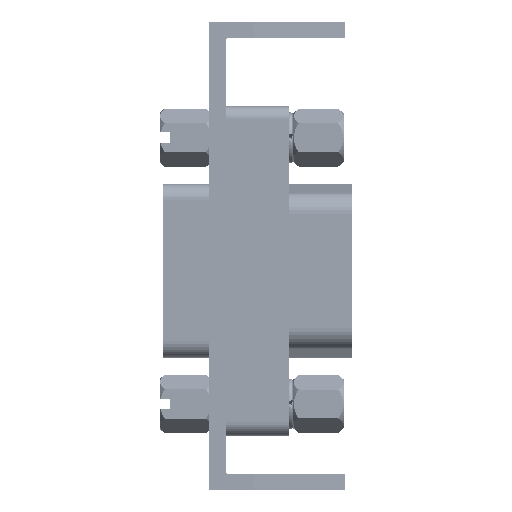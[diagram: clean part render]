
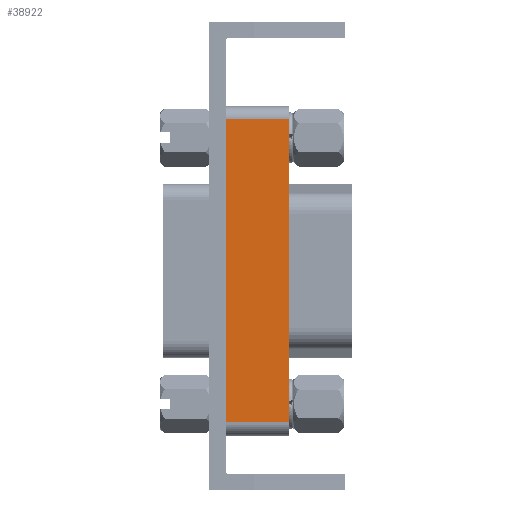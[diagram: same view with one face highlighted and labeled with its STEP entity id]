
A CAD part, left-side view. The second image highlights one B-rep face of the part: STEP entity #38922.
In plain terms, the highlighted face is planar.
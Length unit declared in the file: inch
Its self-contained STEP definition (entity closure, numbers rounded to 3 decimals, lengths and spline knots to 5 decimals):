
#1491 = CARTESIAN_POINT ( 'NONE',  ( -0.56024, -0.11811, 0.24606 ) ) ;
#1634 = CARTESIAN_POINT ( 'NONE',  ( -0.56024, 0.11811, 0.24606 ) ) ;
#2629 = ORIENTED_EDGE ( 'NONE', *, *, #20628, .T. ) ;
#3403 = DIRECTION ( 'NONE',  ( 1., 0., 0. ) ) ;
#3439 = VECTOR ( 'NONE', #65485, 39.37008 ) ;
#3559 = ORIENTED_EDGE ( 'NONE', *, *, #45857, .T. ) ;
#8827 = AXIS2_PLACEMENT_3D ( 'NONE', #19940, #62744, #30665 ) ;
#9996 = ORIENTED_EDGE ( 'NONE', *, *, #65021, .T. ) ;
#10518 = LINE ( 'NONE', #60641, #37256 ) ;
#13429 = EDGE_CURVE ( 'NONE', #69034, #49892, #40611, .T. ) ;
#13820 = VECTOR ( 'NONE', #46392, 39.37008 ) ;
#14601 = PLANE ( 'NONE',  #8827 ) ;
#19940 = CARTESIAN_POINT ( 'NONE',  ( -0.61024, 0.11811, 0.24606 ) ) ;
#20529 = CARTESIAN_POINT ( 'NONE',  ( -0.61024, 0.11811, 0.24606 ) ) ;
#20628 = EDGE_CURVE ( 'NONE', #24963, #49892, #10518, .T. ) ;
#22626 = CARTESIAN_POINT ( 'NONE',  ( -0.56024, 0.11811, 0.24606 ) ) ;
#24141 = FACE_OUTER_BOUND ( 'NONE', #61816, .T. ) ;
#24963 = VERTEX_POINT ( 'NONE', #36271 ) ;
#29340 = VERTEX_POINT ( 'NONE', #1491 ) ;
#30665 = DIRECTION ( 'NONE',  ( -1., 0., 0. ) ) ;
#33784 = VECTOR ( 'NONE', #3403, 39.37008 ) ;
#36271 = CARTESIAN_POINT ( 'NONE',  ( 0.56024, -0.11811, 0.24606 ) ) ;
#37256 = VECTOR ( 'NONE', #43635, 39.37008 ) ;
#37546 = ORIENTED_EDGE ( 'NONE', *, *, #13429, .F. ) ;
#37852 = CARTESIAN_POINT ( 'NONE',  ( 0.56024, 0.11811, 0.24606 ) ) ;
#38922 = ADVANCED_FACE ( 'NONE', ( #24141 ), #14601, .F. ) ;
#40611 = LINE ( 'NONE', #20529, #13820 ) ;
#43635 = DIRECTION ( 'NONE',  ( 0., 1., 0. ) ) ;
#45857 = EDGE_CURVE ( 'NONE', #29340, #24963, #49792, .T. ) ;
#46392 = DIRECTION ( 'NONE',  ( 1., 0., 0. ) ) ;
#49792 = LINE ( 'NONE', #62140, #33784 ) ;
#49892 = VERTEX_POINT ( 'NONE', #37852 ) ;
#60394 = LINE ( 'NONE', #22626, #3439 ) ;
#60641 = CARTESIAN_POINT ( 'NONE',  ( 0.56024, 0.11811, 0.24606 ) ) ;
#61816 = EDGE_LOOP ( 'NONE', ( #3559, #2629, #37546, #9996 ) ) ;
#62140 = CARTESIAN_POINT ( 'NONE',  ( -0.61024, -0.11811, 0.24606 ) ) ;
#62744 = DIRECTION ( 'NONE',  ( 0., 0., -1. ) ) ;
#65021 = EDGE_CURVE ( 'NONE', #69034, #29340, #60394, .T. ) ;
#65485 = DIRECTION ( 'NONE',  ( 0., -1., 0. ) ) ;
#69034 = VERTEX_POINT ( 'NONE', #1634 ) ;
